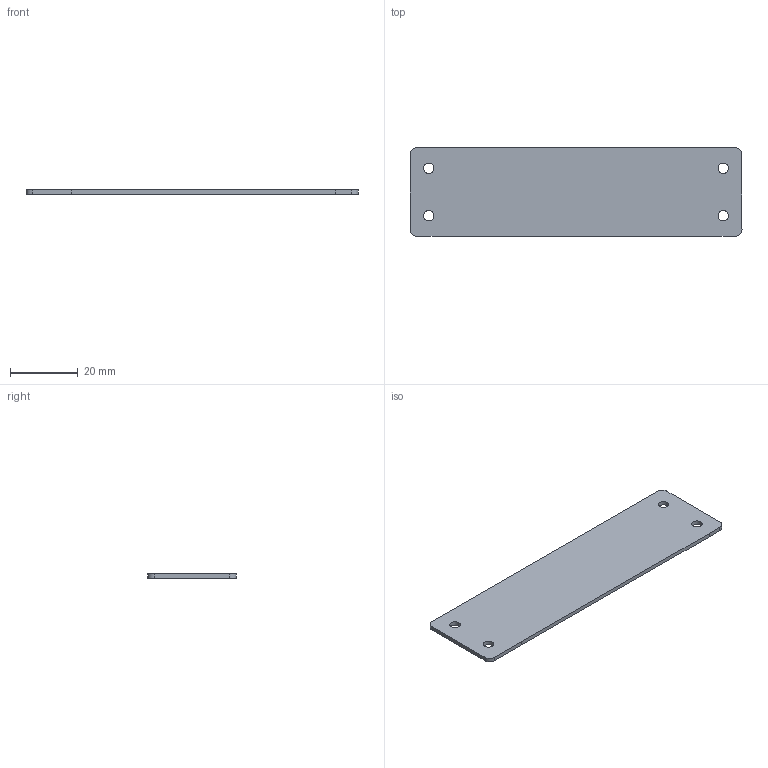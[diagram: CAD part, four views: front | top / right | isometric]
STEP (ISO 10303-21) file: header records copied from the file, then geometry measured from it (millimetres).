
FILE_DESCRIPTION(('KiCad electronic assembly'),'2;1');
FILE_NAME('TopreTesterPCB.step','2022-08-22T17:16:04',('Pcbnew'),( 'Kicad'),'Open CASCADE STEP processor 7.5','KiCad to STEP converter' ,'Unknown');
FILE_SCHEMA(('AUTOMOTIVE_DESIGN { 1 0 10303 214 1 1 1 1 }'));
Length unit declared in the file: millimetre
Products named in the file (2): TopreTesterPCB 1; TopreTester PCB
Assembly tree (1 placements, depth 2):
  TopreTesterPCB 1
    TopreTester PCB
Bounding box: 97.75 x 26 x 1.2 mm (x, y, z)
Volume: 3010.7 mm3; surface area: 5356.6 mm2
Topology: 1 solids, 1 shells, 16 faces, 42 edges, 28 vertices
Faces by surface type: plane 8, cylinder 8
Full cylindrical faces by diameter (mm): 3.048 x4
Entity records: 1159 total; most frequent: CARTESIAN_POINT 268, DIRECTION 162, LINE 94, VECTOR 94, ORIENTED_EDGE 84, PCURVE 84, DEFINITIONAL_REPRESENTATION 84, EDGE_CURVE 42
